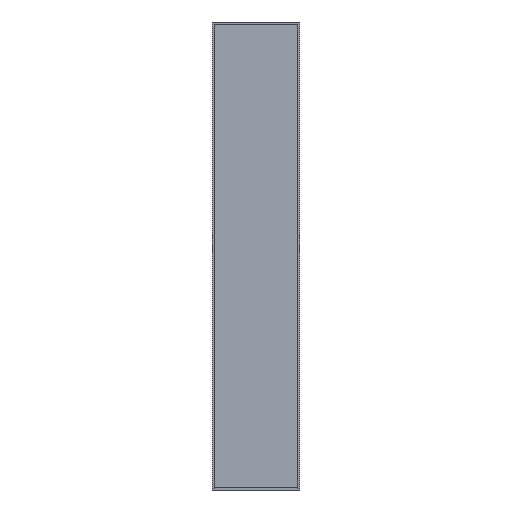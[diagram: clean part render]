
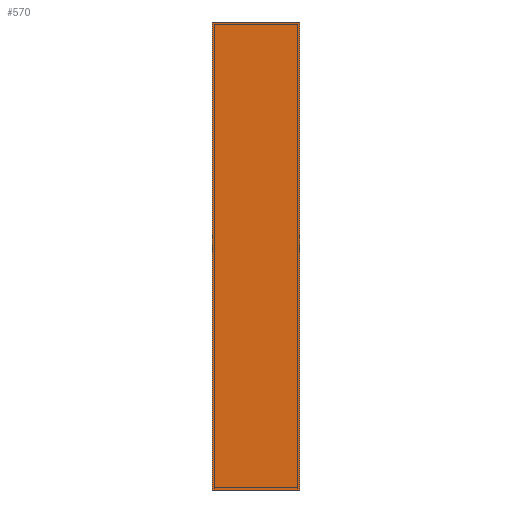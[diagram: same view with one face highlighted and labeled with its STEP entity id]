
A CAD part, left-side view. The second image highlights one B-rep face of the part: STEP entity #570.
In plain terms, the highlighted planar face has unit normal (-1, 0, 0).
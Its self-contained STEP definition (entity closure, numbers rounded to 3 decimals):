
#30=FACE_OUTER_BOUND('',#62,.T.);
#62=EDGE_LOOP('',(#401,#402,#403,#404));
#101=LINE('',#810,#173);
#107=LINE('',#824,#179);
#114=LINE('',#835,#186);
#115=LINE('',#837,#187);
#173=VECTOR('',#666,3.2);
#179=VECTOR('',#676,3.2);
#186=VECTOR('',#687,0.6);
#187=VECTOR('',#690,0.6);
#239=VERTEX_POINT('',#807);
#240=VERTEX_POINT('',#809);
#245=VERTEX_POINT('',#822);
#246=VERTEX_POINT('',#823);
#293=EDGE_CURVE('',#240,#239,#101,.T.);
#299=EDGE_CURVE('',#245,#246,#107,.T.);
#306=EDGE_CURVE('',#240,#245,#114,.T.);
#307=EDGE_CURVE('',#246,#239,#115,.T.);
#401=ORIENTED_EDGE('',*,*,#307,.F.);
#402=ORIENTED_EDGE('',*,*,#299,.F.);
#403=ORIENTED_EDGE('',*,*,#306,.F.);
#404=ORIENTED_EDGE('',*,*,#293,.T.);
#502=PLANE('',#607);
#570=ADVANCED_FACE('',(#30),#502,.T.);
#607=AXIS2_PLACEMENT_3D('',#836,#688,#689);
#666=DIRECTION('',(0.,0.,1.));
#676=DIRECTION('',(0.,0.,1.));
#687=DIRECTION('',(0.,1.,0.));
#688=DIRECTION('center_axis',(-1.,0.,0.));
#689=DIRECTION('ref_axis',(0.,-1.,0.));
#690=DIRECTION('',(0.,-1.,0.));
#807=CARTESIAN_POINT('',(-0.014,-0.014,3.186));
#809=CARTESIAN_POINT('',(-0.014,-0.014,-0.014));
#810=CARTESIAN_POINT('',(-0.014,-0.014,3.172));
#822=CARTESIAN_POINT('',(-0.014,0.586,-0.014));
#823=CARTESIAN_POINT('',(-0.014,0.586,3.186));
#824=CARTESIAN_POINT('',(-0.014,0.586,3.172));
#835=CARTESIAN_POINT('',(-0.014,0.,-0.014));
#836=CARTESIAN_POINT('Origin',(-0.014,0.572,3.172));
#837=CARTESIAN_POINT('',(-0.014,0.586,3.186));
